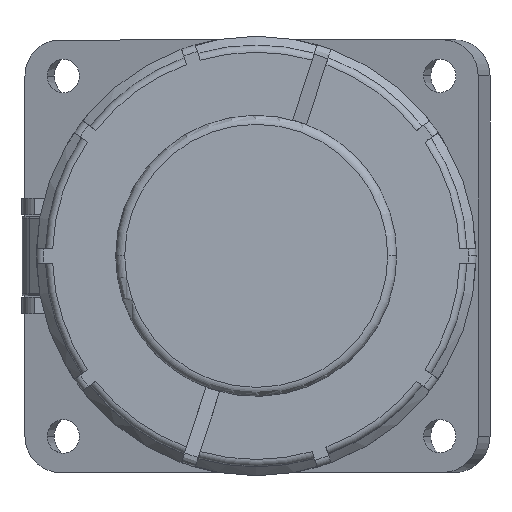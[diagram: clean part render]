
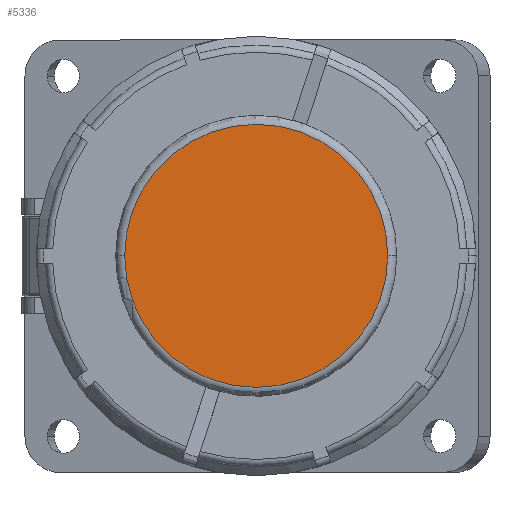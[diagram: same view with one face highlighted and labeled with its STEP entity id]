
A CAD part, top view. The second image highlights one B-rep face of the part: STEP entity #5336.
In plain terms, the highlighted planar face has unit normal (0, 0, 1).
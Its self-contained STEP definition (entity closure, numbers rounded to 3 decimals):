
#598 = CARTESIAN_POINT ( 'NONE',  ( -40.083, 3.6, 95.631 ) ) ;
#2992 = CARTESIAN_POINT ( 'NONE',  ( -76.583, 3.6, 95.631 ) ) ;
#3335 = DIRECTION ( 'NONE',  ( 0., 0., 1. ) ) ;
#3373 = DIRECTION ( 'NONE',  ( -1., 0., 0. ) ) ;
#3495 = CIRCLE ( 'NONE', #6076, 36.5 ) ;
#4221 = CARTESIAN_POINT ( 'NONE',  ( -3.583, 3.6, 95.631 ) ) ;
#4532 = CARTESIAN_POINT ( 'NONE',  ( -40.083, 3.6, 95.631 ) ) ;
#4590 = DIRECTION ( 'NONE',  ( -1., 0., 0. ) ) ;
#5336 = ADVANCED_FACE ( 'NONE', ( #8588 ), #14814, .T. ) ;
#6049 = VERTEX_POINT ( 'NONE', #4221 ) ;
#6064 = DIRECTION ( 'NONE',  ( -1., 0., 0. ) ) ;
#6076 = AXIS2_PLACEMENT_3D ( 'NONE', #598, #9861, #3373 ) ;
#7033 = VERTEX_POINT ( 'NONE', #2992 ) ;
#7168 = EDGE_CURVE ( 'NONE', #7033, #6049, #3495, .T. ) ;
#8485 = ORIENTED_EDGE ( 'NONE', *, *, #11328, .T. ) ;
#8588 = FACE_OUTER_BOUND ( 'NONE', #11599, .T. ) ;
#8763 = AXIS2_PLACEMENT_3D ( 'NONE', #4532, #3335, #4590 ) ;
#9861 = DIRECTION ( 'NONE',  ( 0., 0., 1. ) ) ;
#9912 = CIRCLE ( 'NONE', #8763, 36.5 ) ;
#11328 = EDGE_CURVE ( 'NONE', #6049, #7033, #9912, .T. ) ;
#11599 = EDGE_LOOP ( 'NONE', ( #13708, #8485 ) ) ;
#13708 = ORIENTED_EDGE ( 'NONE', *, *, #7168, .T. ) ;
#13772 = CARTESIAN_POINT ( 'NONE',  ( -40.083, 3.6, 95.631 ) ) ;
#14814 = PLANE ( 'NONE',  #15507 ) ;
#15085 = DIRECTION ( 'NONE',  ( 0., 0., 1. ) ) ;
#15507 = AXIS2_PLACEMENT_3D ( 'NONE', #13772, #15085, #6064 ) ;
